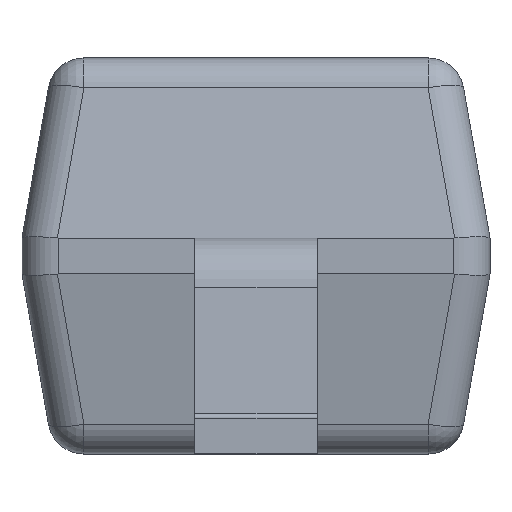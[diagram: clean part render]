
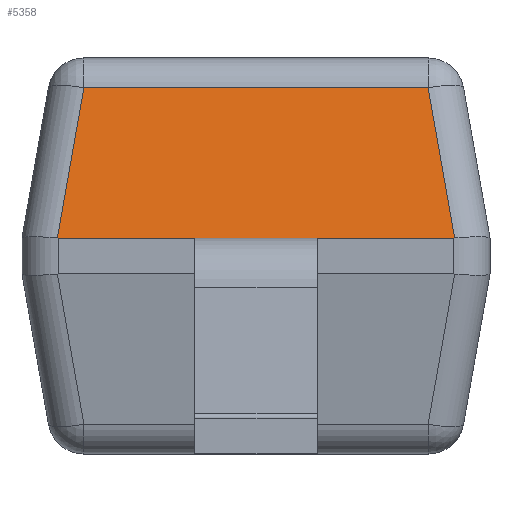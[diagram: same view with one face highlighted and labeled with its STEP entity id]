
A CAD part, left-side view. The second image highlights one B-rep face of the part: STEP entity #5358.
In plain terms, the highlighted planar face has unit normal (-0.985, 0, 0.174).
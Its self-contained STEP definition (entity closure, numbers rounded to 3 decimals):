
#348 = VECTOR ( 'NONE', #10210, 1000. ) ;
#402 = VECTOR ( 'NONE', #10442, 1000. ) ;
#584 = CARTESIAN_POINT ( 'NONE',  ( -0.825, -0.55, 0.6 ) ) ;
#789 = VERTEX_POINT ( 'NONE', #5824 ) ;
#886 = ORIENTED_EDGE ( 'NONE', *, *, #7639, .F. ) ;
#1778 = CARTESIAN_POINT ( 'NONE',  ( -0.825, -0.17, 0.6 ) ) ;
#2058 = ORIENTED_EDGE ( 'NONE', *, *, #13456, .T. ) ;
#2525 = ORIENTED_EDGE ( 'NONE', *, *, #3960, .T. ) ;
#2561 = CARTESIAN_POINT ( 'NONE',  ( -0.825, 0.552, 0.6 ) ) ;
#2779 =( BOUNDED_CURVE ( )  B_SPLINE_CURVE ( 3, ( #3704, #3786, #9189, #10328 ),
 .UNSPECIFIED., .F., .F. ) 
 B_SPLINE_CURVE_WITH_KNOTS ( ( 4, 4 ),
 ( 0., 0.015 ),
 .UNSPECIFIED. ) 
 CURVE ( )  GEOMETRIC_REPRESENTATION_ITEM ( )  RATIONAL_B_SPLINE_CURVE ( ( 1., 1., 1., 1. ) ) 
 REPRESENTATION_ITEM ( '' )  );
#2948 = VERTEX_POINT ( 'NONE', #13731 ) ;
#3188 = CARTESIAN_POINT ( 'NONE',  ( -0.751, 0.478, 1.017 ) ) ;
#3252 = VERTEX_POINT ( 'NONE', #13465 ) ;
#3704 = CARTESIAN_POINT ( 'NONE',  ( -0.825, -0.55, 0.6 ) ) ;
#3786 = CARTESIAN_POINT ( 'NONE',  ( -0.825, -0.551, 0.6 ) ) ;
#3960 = EDGE_CURVE ( 'NONE', #8003, #789, #16043, .T. ) ;
#4173 = PLANE ( 'NONE',  #13978 ) ;
#4479 = CARTESIAN_POINT ( 'NONE',  ( -0.723, 0.45, 1.177 ) ) ;
#4709 = EDGE_CURVE ( 'NONE', #10637, #12970, #2779, .T. ) ;
#4815 = CARTESIAN_POINT ( 'NONE',  ( -0.723, -0.45, 1.177 ) ) ;
#5358 = ADVANCED_FACE ( 'NONE', ( #10814 ), #4173, .T. ) ;
#5733 = ORIENTED_EDGE ( 'NONE', *, *, #7286, .T. ) ;
#5824 = CARTESIAN_POINT ( 'NONE',  ( -0.825, 0.55, 0.6 ) ) ;
#6074 = VECTOR ( 'NONE', #16424, 1000. ) ;
#6304 = LINE ( 'NONE', #14418, #16148 ) ;
#6531 = EDGE_CURVE ( 'NONE', #16527, #3252, #6304, .T. ) ;
#6914 = CARTESIAN_POINT ( 'NONE',  ( -0.825, 0.65, 0.6 ) ) ;
#7140 = LINE ( 'NONE', #4479, #9951 ) ;
#7286 = EDGE_CURVE ( 'NONE', #16550, #8003, #7140, .T. ) ;
#7451 = VECTOR ( 'NONE', #9252, 1000. ) ;
#7639 = EDGE_CURVE ( 'NONE', #3252, #789, #16076, .T. ) ;
#7718 = CARTESIAN_POINT ( 'NONE',  ( -0.825, 0.65, 0.6 ) ) ;
#7737 = DIRECTION ( 'NONE',  ( 0., 1., 0. ) ) ;
#7879 = ORIENTED_EDGE ( 'NONE', *, *, #4709, .T. ) ;
#7918 = ORIENTED_EDGE ( 'NONE', *, *, #6531, .F. ) ;
#7938 = EDGE_CURVE ( 'NONE', #2948, #16550, #17074, .T. ) ;
#8003 = VERTEX_POINT ( 'NONE', #14701 ) ;
#8025 = CARTESIAN_POINT ( 'NONE',  ( -0.825, 0.551, 0.6 ) ) ;
#8540 = ORIENTED_EDGE ( 'NONE', *, *, #11545, .F. ) ;
#8803 = LINE ( 'NONE', #4815, #348 ) ;
#9189 = CARTESIAN_POINT ( 'NONE',  ( -0.825, -0.551, 0.6 ) ) ;
#9238 = DIRECTION ( 'NONE',  ( 0., 1., 0. ) ) ;
#9252 = DIRECTION ( 'NONE',  ( 0., 1., 0. ) ) ;
#9287 = ORIENTED_EDGE ( 'NONE', *, *, #7938, .T. ) ;
#9309 = CARTESIAN_POINT ( 'NONE',  ( -0.825, -0.552, 0.6 ) ) ;
#9491 = LINE ( 'NONE', #6914, #6074 ) ;
#9535 = CARTESIAN_POINT ( 'NONE',  ( -0.825, 0.551, 0.6 ) ) ;
#9951 = VECTOR ( 'NONE', #12518, 1000. ) ;
#10210 = DIRECTION ( 'NONE',  ( 0.171, 0.171, 0.97 ) ) ;
#10328 = CARTESIAN_POINT ( 'NONE',  ( -0.825, -0.552, 0.6 ) ) ;
#10442 = DIRECTION ( 'NONE',  ( 0., 1., 0. ) ) ;
#10637 = VERTEX_POINT ( 'NONE', #584 ) ;
#10814 = FACE_OUTER_BOUND ( 'NONE', #14031, .T. ) ;
#11545 = EDGE_CURVE ( 'NONE', #10637, #16527, #9491, .T. ) ;
#12518 = DIRECTION ( 'NONE',  ( -0.171, 0.171, -0.97 ) ) ;
#12970 = VERTEX_POINT ( 'NONE', #9309 ) ;
#13456 = EDGE_CURVE ( 'NONE', #12970, #2948, #8803, .T. ) ;
#13465 = CARTESIAN_POINT ( 'NONE',  ( -0.825, 0.17, 0.6 ) ) ;
#13731 = CARTESIAN_POINT ( 'NONE',  ( -0.751, -0.478, 1.017 ) ) ;
#13978 = AXIS2_PLACEMENT_3D ( 'NONE', #14770, #14605, #9238 ) ;
#14031 = EDGE_LOOP ( 'NONE', ( #8540, #7879, #2058, #9287, #5733, #2525, #886, #7918 ) ) ;
#14418 = CARTESIAN_POINT ( 'NONE',  ( -0.825, -0.17, 0.6 ) ) ;
#14605 = DIRECTION ( 'NONE',  ( -0.985, 0., 0.174 ) ) ;
#14701 = CARTESIAN_POINT ( 'NONE',  ( -0.825, 0.552, 0.6 ) ) ;
#14770 = CARTESIAN_POINT ( 'NONE',  ( -0.737, 0., 1.1 ) ) ;
#14899 = CARTESIAN_POINT ( 'NONE',  ( -0.825, 0.55, 0.6 ) ) ;
#16043 =( BOUNDED_CURVE ( )  B_SPLINE_CURVE ( 3, ( #2561, #8025, #9535, #14899 ),
 .UNSPECIFIED., .F., .T. ) 
 B_SPLINE_CURVE_WITH_KNOTS ( ( 4, 4 ),
 ( 6.268, 6.283 ),
 .UNSPECIFIED. ) 
 CURVE ( )  GEOMETRIC_REPRESENTATION_ITEM ( )  RATIONAL_B_SPLINE_CURVE ( ( 1., 1., 1., 1. ) ) 
 REPRESENTATION_ITEM ( '' )  );
#16076 = LINE ( 'NONE', #7718, #402 ) ;
#16148 = VECTOR ( 'NONE', #7737, 1000. ) ;
#16424 = DIRECTION ( 'NONE',  ( 0., 1., 0. ) ) ;
#16527 = VERTEX_POINT ( 'NONE', #1778 ) ;
#16550 = VERTEX_POINT ( 'NONE', #3188 ) ;
#17074 = LINE ( 'NONE', #17410, #7451 ) ;
#17410 = CARTESIAN_POINT ( 'NONE',  ( -0.751, 0., 1.017 ) ) ;
